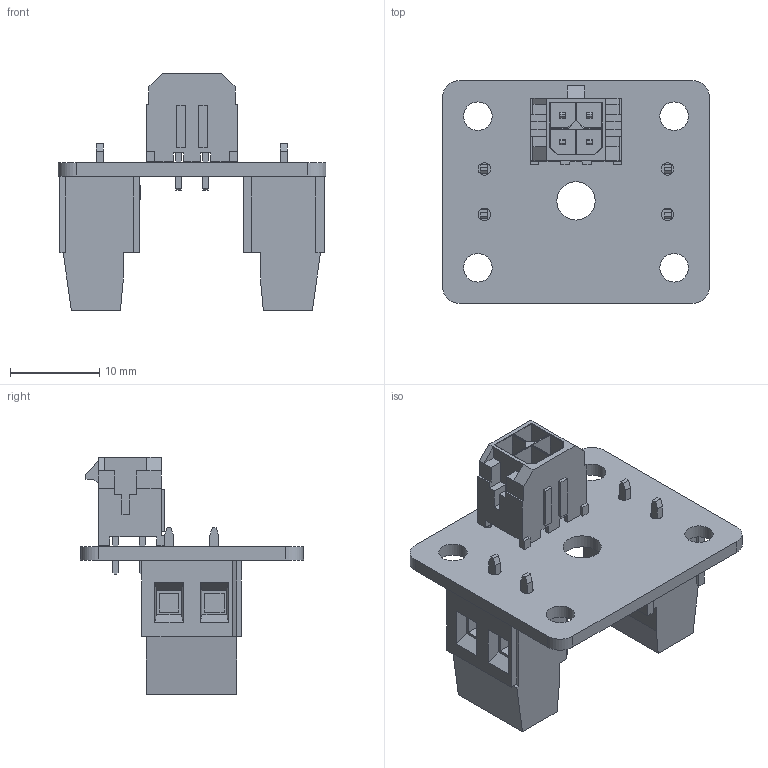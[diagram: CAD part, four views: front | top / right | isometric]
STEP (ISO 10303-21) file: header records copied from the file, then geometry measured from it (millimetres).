
FILE_DESCRIPTION(('KiCad electronic assembly'),'2;1');
FILE_NAME('vcore3-molex-shelf.step','2025-03-01T23:02:24',('Pcbnew'),( 'Kicad'),'Open CASCADE STEP processor 7.8','KiCad to STEP converter' ,'Unknown');
FILE_SCHEMA(('AUTOMOTIVE_DESIGN { 1 0 10303 214 1 1 1 1 }'));
Length unit declared in the file: millimetre
Products named in the file (4): vcore3-molex-shelf 1; CONN-TH_4P-P3.00-S3.00_L7.4-W9.7-EH9.0; CONN-TH_2P-P5.08_796949-2; vcore3-molex-shelf_PCB
Assembly tree (4 placements, depth 2):
  vcore3-molex-shelf 1
    CONN-TH_4P-P3.00-S3.00_L7.4-W9.7-EH9.0
    CONN-TH_2P-P5.08_796949-2  x2
    vcore3-molex-shelf_PCB
Bounding box: 30 x 25 x 26.59 mm (x, y, z)
Volume: 3617.5 mm3; surface area: 4709.8 mm2
Topology: 47 solids, 47 shells, 1253 faces, 3257 edges, 2152 vertices
Faces by surface type: plane 883, bspline 326, cylinder 40, cone 4
Full cylindrical faces by diameter (mm): 1 x6, 1.4 x4, 3.2 x4, 4.3 x1
Entity records: 34615 total; most frequent: CARTESIAN_POINT 8757, ORIENTED_EDGE 4614, DIRECTION 3293, EDGE_CURVE 2307, LINE 1775, VECTOR 1775, VERTEX_POINT 1523, FACE_BOUND 980
